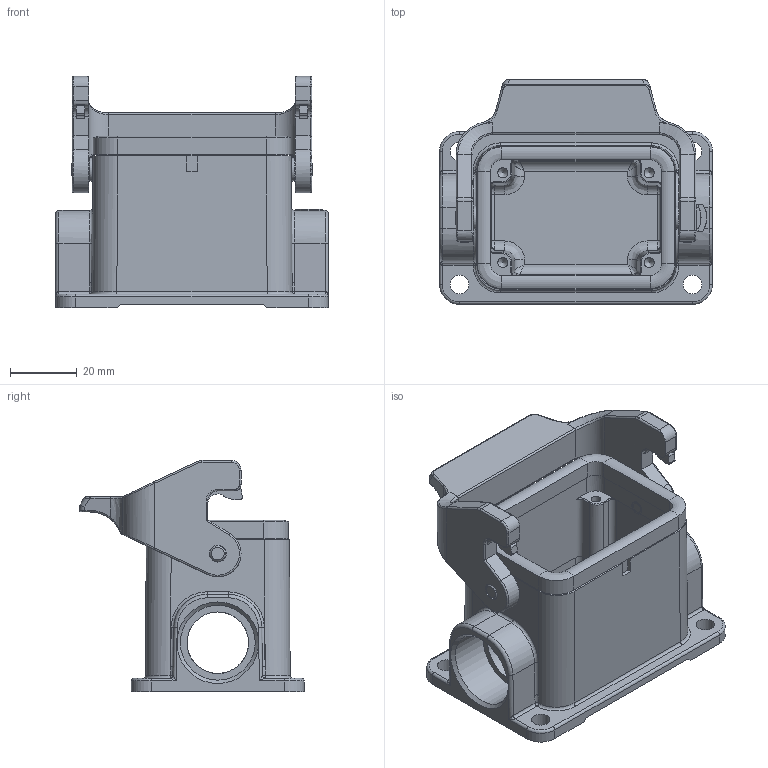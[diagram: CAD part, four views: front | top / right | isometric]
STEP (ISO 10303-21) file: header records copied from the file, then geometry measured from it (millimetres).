
FILE_DESCRIPTION(/* description */ (''),/* implementation_level */ '2;1');
FILE_NAME(/* name */ '100595136ugm000_a.stp',/* time_stamp */ '2014-12-08T09:49:29+01:00',/* author */ (''),/* organization */ (''),/* preprocessor_version */ 'ST-DEVELOPER v15',/* originating_system */ 'SIEMENS PLM Software NX 8.5',/* authorisation */ '');
FILE_SCHEMA (('AUTOMOTIVE_DESIGN { 1 0 10303 214 3 1 1 1 }'));
Length unit declared in the file: millimetre
Products named in the file (1): 100595136ugm000_a
Bounding box: 82 x 67.5 x 69.5 mm (x, y, z)
Volume: 72435.7 mm3; surface area: 37552.8 mm2
Topology: 2 solids, 3 shells, 559 faces, 1429 edges, 873 vertices
Faces by surface type: plane 218, cylinder 193, bspline 102, torus 20, cone 18, sphere 6, extrusion 2
Full cylindrical faces by diameter (mm): 0.88 x1, 1.04 x1, 2.95 x2, 3 x4, 4 x2, 4.8 x2, 5.1 x2, 5.6 x4, 7 x2, 18.5 x2, 22.5 x2
Entity records: 21602 total; most frequent: CARTESIAN_POINT 6644, ORIENTED_EDGE 2702, DIRECTION 2584, EDGE_CURVE 1351, AXIS2_PLACEMENT_3D 948, VERTEX_POINT 856, VECTOR 688, LINE 686
